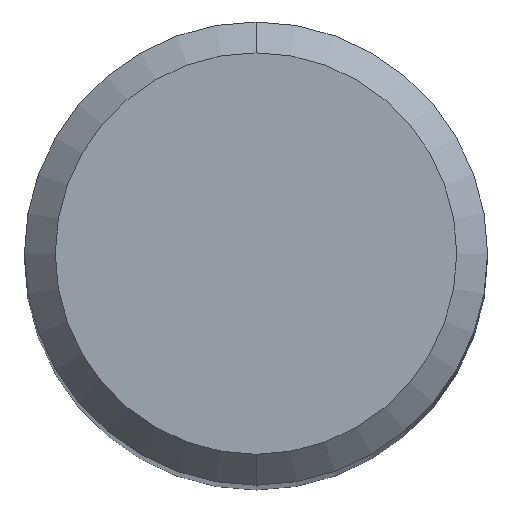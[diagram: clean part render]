
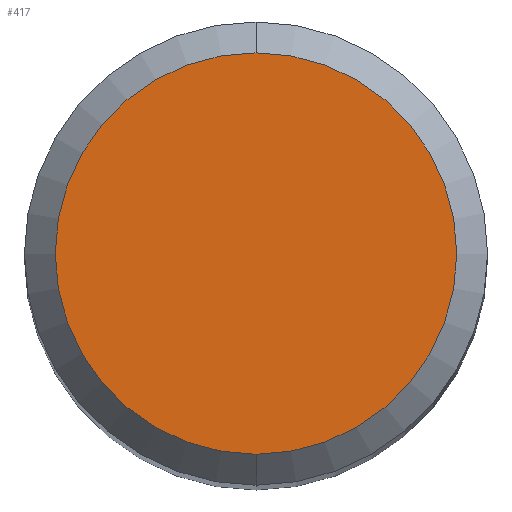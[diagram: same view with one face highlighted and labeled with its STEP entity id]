
A CAD part, top view. The second image highlights one B-rep face of the part: STEP entity #417.
In plain terms, the highlighted planar face has unit normal (0, 0, 1).
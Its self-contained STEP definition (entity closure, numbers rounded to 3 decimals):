
#417=ADVANCED_FACE('',(#978),#979,.T.);
#439=EDGE_CURVE('',#821,#587,#1001,.T.);
#587=VERTEX_POINT('',#1166);
#631=EDGE_CURVE('',#587,#821,#1213,.T.);
#821=VERTEX_POINT('',#1418);
#978=FACE_OUTER_BOUND('',#4028,.T.);
#979=PLANE('',#4029);
#1001=CIRCLE('',#4081,2.6);
#1166=CARTESIAN_POINT('',(0.0,2.6,0.0));
#1213=CIRCLE('',#7554,2.6);
#1418=CARTESIAN_POINT('',(0.,-2.6,0.0));
#4028=EDGE_LOOP('',(#9501,#9502));
#4029=AXIS2_PLACEMENT_3D('',#9503,#9504,#9505);
#4081=AXIS2_PLACEMENT_3D('',#9513,#9514,#9515);
#7554=AXIS2_PLACEMENT_3D('',#9746,#9747,#9748);
#9501=ORIENTED_EDGE('',*,*,#631,.F.);
#9502=ORIENTED_EDGE('',*,*,#439,.F.);
#9503=CARTESIAN_POINT('',(0.0,1.3,0.0));
#9504=DIRECTION('',(-0.0,0.0,1.0));
#9505=DIRECTION('',(0.0,-1.0,0.0));
#9513=CARTESIAN_POINT('',(0.0,0.0,0.0));
#9514=DIRECTION('',(0.0,0.0,-1.0));
#9515=DIRECTION('',(0.0,1.0,0.0));
#9746=CARTESIAN_POINT('',(0.0,0.0,0.0));
#9747=DIRECTION('',(0.0,0.0,-1.0));
#9748=DIRECTION('',(0.0,1.0,0.0));
